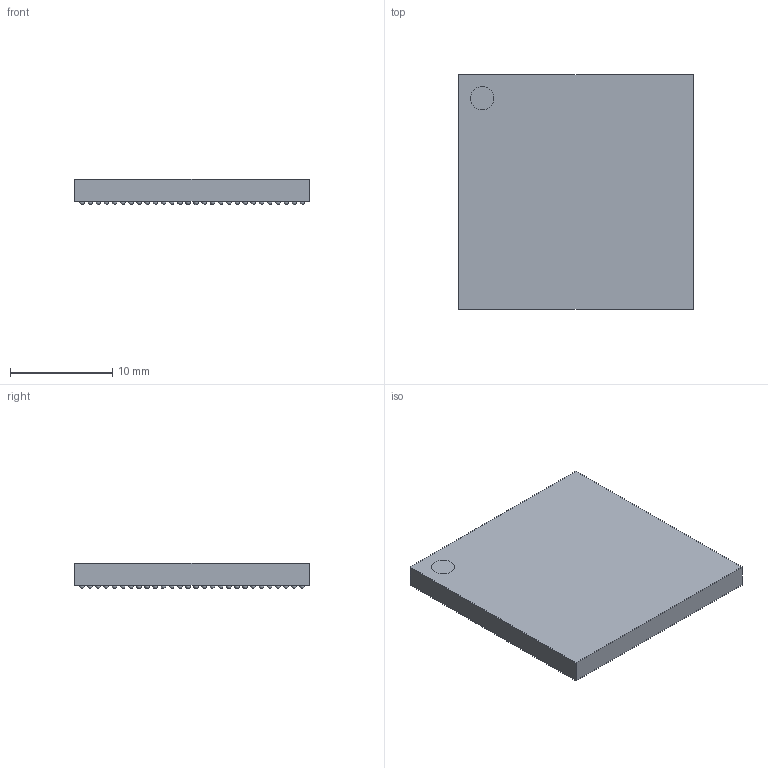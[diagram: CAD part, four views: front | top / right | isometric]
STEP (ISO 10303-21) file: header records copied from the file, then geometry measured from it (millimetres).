
FILE_DESCRIPTION(/* description */ ('model of FCPBGA-780_23x23mm_Layout28x28_P0.8mm'),/* implementation_level */ '2;1');
FILE_NAME(/* name */ 'FCPBGA-780_23x23mm_Layout28x28_P0.8mm.step',/* time_stamp */ '1970-01-01T00:00:00',/* author */ ('KiCAD','kicad'),/* organization */ ('OCCT'),/* preprocessor_version */ '',/* originating_system */ 'KiCAD',/* authorisation */ '');
FILE_SCHEMA(('AUTOMOTIVE_DESIGN { 1 0 10303 214 1 1 1 1 }'));
Length unit declared in the file: millimetre
Products named in the file (1): FCPBGA-780_23x23mm_Layout28x28_P0.8mm
Bounding box: 23 x 23 x 2.47 mm (x, y, z)
Volume: 1174.1 mm3; surface area: 1494.1 mm2
Topology: 1 solids, 1 shells, 788 faces, 2355 edges, 1570 vertices
Faces by surface type: sphere 780, plane 7, cylinder 1
Full cylindrical faces by diameter (mm): 2.3 x1
Entity records: 18900 total; most frequent: CARTESIAN_POINT 3133, ORIENTED_EDGE 2363, AXIS2_PLACEMENT_3D 2350, EDGE_CURVE 1575, VERTEX_POINT 1570, FACE_BOUND 1569, EDGE_LOOP 1569, CIRCLE 1562
